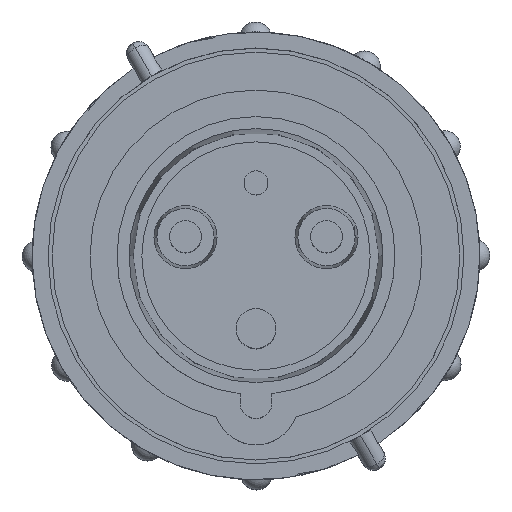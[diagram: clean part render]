
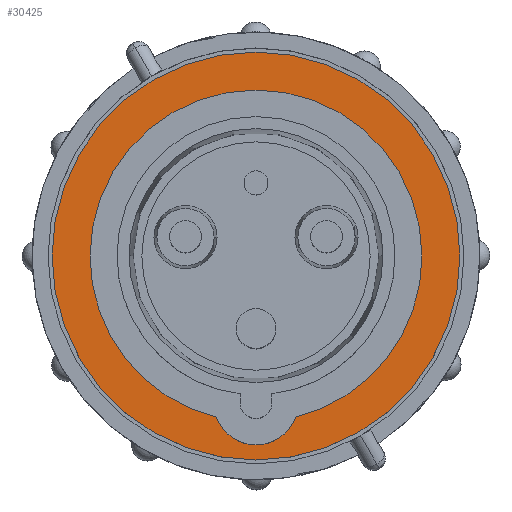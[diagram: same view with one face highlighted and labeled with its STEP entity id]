
A CAD part, top view. The second image highlights one B-rep face of the part: STEP entity #30425.
In plain terms, the highlighted planar face has unit normal (0, 0, 1).
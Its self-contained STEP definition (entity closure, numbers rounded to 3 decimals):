
#802 = CIRCLE ( 'NONE', #28553, 41.5 ) ;
#1254 = VERTEX_POINT ( 'NONE', #12956 ) ;
#1268 = DIRECTION ( 'NONE',  ( -1., 0., 0. ) ) ;
#1382 = EDGE_CURVE ( 'NONE', #2621, #2306, #23155, .T. ) ;
#1688 = ORIENTED_EDGE ( 'NONE', *, *, #1382, .T. ) ;
#1956 = AXIS2_PLACEMENT_3D ( 'NONE', #20329, #17679, #31836 ) ;
#2306 = VERTEX_POINT ( 'NONE', #18767 ) ;
#2621 = VERTEX_POINT ( 'NONE', #29010 ) ;
#3443 = DIRECTION ( 'NONE',  ( 0., 0., 1. ) ) ;
#4437 = CARTESIAN_POINT ( 'NONE',  ( 41.5, 0., -67. ) ) ;
#6590 = EDGE_LOOP ( 'NONE', ( #27618, #1688 ) ) ;
#6599 = ORIENTED_EDGE ( 'NONE', *, *, #24305, .F. ) ;
#6919 = FACE_OUTER_BOUND ( 'NONE', #6590, .T. ) ;
#6943 = DIRECTION ( 'NONE',  ( 1., 0., 0. ) ) ;
#8337 = CIRCLE ( 'NONE', #32109, 41.5 ) ;
#9219 = VERTEX_POINT ( 'NONE', #28202 ) ;
#11028 = AXIS2_PLACEMENT_3D ( 'NONE', #27550, #3443, #22589 ) ;
#11332 = DIRECTION ( 'NONE',  ( 0., 0., 1. ) ) ;
#11570 = EDGE_CURVE ( 'NONE', #1254, #9219, #19485, .T. ) ;
#12956 = CARTESIAN_POINT ( 'NONE',  ( -9.879, -40.307, -67. ) ) ;
#12962 = CARTESIAN_POINT ( 'NONE',  ( 0., 0., -67. ) ) ;
#13951 = ORIENTED_EDGE ( 'NONE', *, *, #26657, .F. ) ;
#15032 = AXIS2_PLACEMENT_3D ( 'NONE', #23214, #23050, #1268 ) ;
#15754 = CARTESIAN_POINT ( 'NONE',  ( 0., 0., -67. ) ) ;
#17548 = FACE_BOUND ( 'NONE', #21552, .T. ) ;
#17679 = DIRECTION ( 'NONE',  ( 0., 0., 1. ) ) ;
#18117 = DIRECTION ( 'NONE',  ( 1., 0., 0. ) ) ;
#18278 = DIRECTION ( 'NONE',  ( 0., 0., 1. ) ) ;
#18696 = CARTESIAN_POINT ( 'NONE',  ( -41.5, 0., -67. ) ) ;
#18767 = CARTESIAN_POINT ( 'NONE',  ( 51., 0., -67. ) ) ;
#19156 = ORIENTED_EDGE ( 'NONE', *, *, #11570, .F. ) ;
#19485 = CIRCLE ( 'NONE', #11028, 10.5 ) ;
#20329 = CARTESIAN_POINT ( 'NONE',  ( 0., 0., -67. ) ) ;
#20548 = PLANE ( 'NONE',  #15032 ) ;
#20766 = CARTESIAN_POINT ( 'NONE',  ( 0., 0., -67. ) ) ;
#21552 = EDGE_LOOP ( 'NONE', ( #13951, #19156, #6599, #30499 ) ) ;
#21612 = DIRECTION ( 'NONE',  ( 0., 0., 1. ) ) ;
#22147 = EDGE_CURVE ( 'NONE', #30445, #33044, #802, .T. ) ;
#22298 = CIRCLE ( 'NONE', #1956, 51. ) ;
#22589 = DIRECTION ( 'NONE',  ( 1., 0., 0. ) ) ;
#23050 = DIRECTION ( 'NONE',  ( 0., 0., -1. ) ) ;
#23155 = CIRCLE ( 'NONE', #29967, 51. ) ;
#23214 = CARTESIAN_POINT ( 'NONE',  ( 0., 37.5, -67. ) ) ;
#24305 = EDGE_CURVE ( 'NONE', #33044, #1254, #26383, .T. ) ;
#25903 = DIRECTION ( 'NONE',  ( 0., 0., 1. ) ) ;
#26383 = CIRCLE ( 'NONE', #33155, 41.5 ) ;
#26657 = EDGE_CURVE ( 'NONE', #9219, #30445, #8337, .T. ) ;
#27550 = CARTESIAN_POINT ( 'NONE',  ( 0., -36.75, -67. ) ) ;
#27618 = ORIENTED_EDGE ( 'NONE', *, *, #29266, .T. ) ;
#28202 = CARTESIAN_POINT ( 'NONE',  ( 9.879, -40.307, -67. ) ) ;
#28553 = AXIS2_PLACEMENT_3D ( 'NONE', #20766, #25903, #18117 ) ;
#29010 = CARTESIAN_POINT ( 'NONE',  ( -51., 0., -67. ) ) ;
#29266 = EDGE_CURVE ( 'NONE', #2306, #2621, #22298, .T. ) ;
#29967 = AXIS2_PLACEMENT_3D ( 'NONE', #32596, #11332, #32928 ) ;
#30425 = ADVANCED_FACE ( 'NONE', ( #17548, #6919 ), #20548, .F. ) ;
#30445 = VERTEX_POINT ( 'NONE', #4437 ) ;
#30499 = ORIENTED_EDGE ( 'NONE', *, *, #22147, .F. ) ;
#31836 = DIRECTION ( 'NONE',  ( -1., 0., 0. ) ) ;
#32109 = AXIS2_PLACEMENT_3D ( 'NONE', #15754, #21612, #32565 ) ;
#32565 = DIRECTION ( 'NONE',  ( 1., 0., 0. ) ) ;
#32596 = CARTESIAN_POINT ( 'NONE',  ( 0., 0., -67. ) ) ;
#32928 = DIRECTION ( 'NONE',  ( -1., 0., 0. ) ) ;
#33044 = VERTEX_POINT ( 'NONE', #18696 ) ;
#33155 = AXIS2_PLACEMENT_3D ( 'NONE', #12962, #18278, #6943 ) ;
